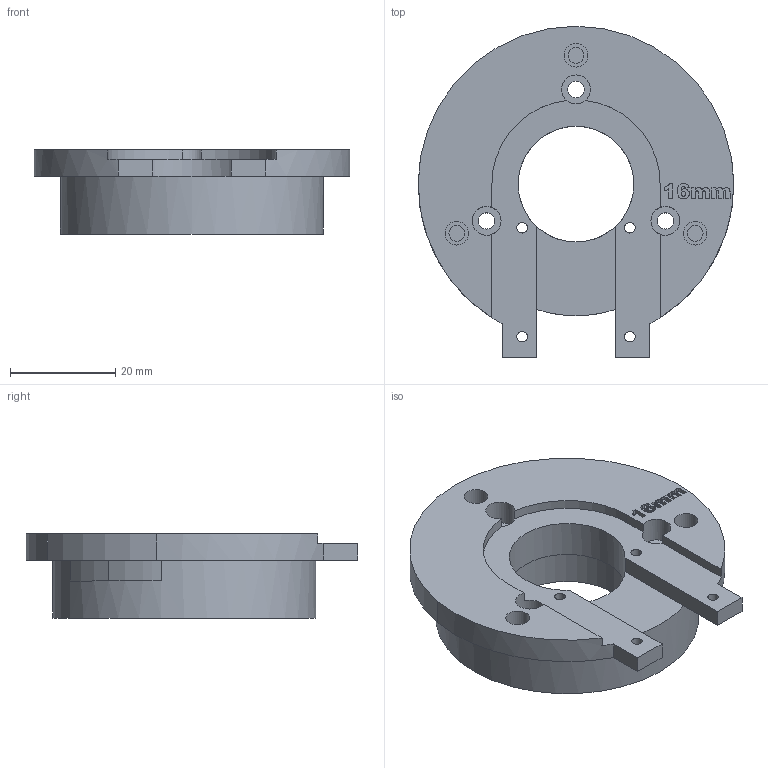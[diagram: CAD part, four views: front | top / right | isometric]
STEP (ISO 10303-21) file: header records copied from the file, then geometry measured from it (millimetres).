
FILE_DESCRIPTION(/* description */ (''),/* implementation_level */ '2;1');
FILE_NAME(/* name */ 'Base Motor Holder.step',/* time_stamp */ '2025-09-14T20:28:53+08:00',/* author */ (''),/* organization */ (''),/* preprocessor_version */ 'ST-DEVELOPER v20.1',/* originating_system */ 'Autodesk Translation Framework v14.10.0.0',/* authorisation */ '');
FILE_SCHEMA (('AUTOMOTIVE_DESIGN { 1 0 10303 214 3 1 1 }'));
Length unit declared in the file: millimetre
Products named in the file (2): Base; Joint
Assembly tree (1 placements, depth 2):
  Base
    Joint
Bounding box: 60 x 63 x 16 mm (x, y, z)
Volume: 25307.1 mm3; surface area: 9805.6 mm2
Topology: 1 solids, 1 shells, 165 faces, 444 edges, 296 vertices
Faces by surface type: bspline 67, plane 65, cylinder 33
Full cylindrical faces by diameter (mm): 2 x4, 3 x3, 3.1 x3, 4 x4, 4.5 x3, 5.5 x3, 22 x1, 50 x1
Entity records: 5899 total; most frequent: CARTESIAN_POINT 2065, ORIENTED_EDGE 888, DIRECTION 591, EDGE_CURVE 444, VERTEX_POINT 296, LINE 231, VECTOR 231, EDGE_LOOP 196
